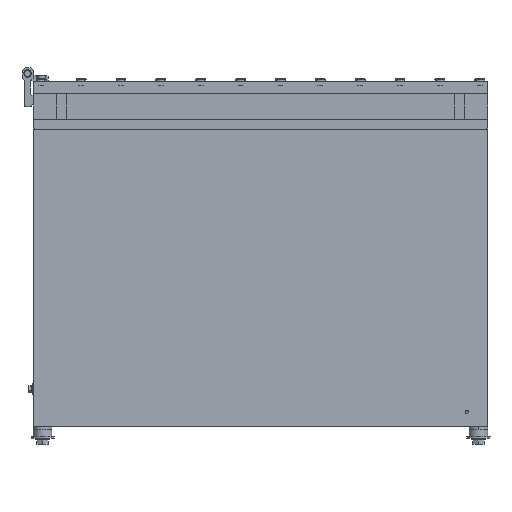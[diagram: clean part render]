
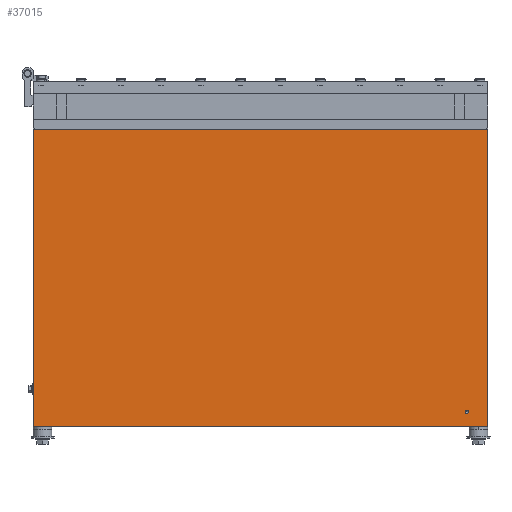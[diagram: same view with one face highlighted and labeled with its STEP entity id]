
A CAD part, front view. The second image highlights one B-rep face of the part: STEP entity #37015.
In plain terms, the highlighted planar face has unit normal (0, -1, 0).
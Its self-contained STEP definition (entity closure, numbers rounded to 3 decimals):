
#1959 = ORIENTED_EDGE ( 'NONE', *, *, #10257, .F. ) ;
#1960 = ORIENTED_EDGE ( 'NONE', *, *, #10287, .F. ) ;
#1961 = ORIENTED_EDGE ( 'NONE', *, *, #10256, .F. ) ;
#1962 = ORIENTED_EDGE ( 'NONE', *, *, #10255, .T. ) ;
#1963 = ORIENTED_EDGE ( 'NONE', *, *, #10254, .T. ) ;
#1964 = ORIENTED_EDGE ( 'NONE', *, *, #10260, .T. ) ;
#1965 = ORIENTED_EDGE ( 'NONE', *, *, #10276, .T. ) ;
#1966 = ORIENTED_EDGE ( 'NONE', *, *, #10273, .T. ) ;
#7260 = EDGE_LOOP ( 'NONE', ( #1959, #1960 ) ) ;
#10254 = EDGE_CURVE ( 'NONE', #18596, #18700, #16725, .T. ) ;
#10255 = EDGE_CURVE ( 'NONE', #18745, #18596, #16723, .T. ) ;
#10256 = EDGE_CURVE ( 'NONE', #18745, #19231, #16729, .T. ) ;
#10257 = EDGE_CURVE ( 'NONE', #19201, #19163, #16731, .T. ) ;
#10260 = EDGE_CURVE ( 'NONE', #18700, #19054, #16735, .T. ) ;
#10273 = EDGE_CURVE ( 'NONE', #19149, #19231, #16756, .T. ) ;
#10276 = EDGE_CURVE ( 'NONE', #19054, #19149, #18006, .T. ) ;
#10287 = EDGE_CURVE ( 'NONE', #19163, #19201, #18036, .T. ) ;
#13843 = AXIS2_PLACEMENT_3D ( 'NONE', #17109, #17110, #17111 ) ;
#13857 = AXIS2_PLACEMENT_3D ( 'NONE', #17183, #17184, #17185 ) ;
#14626 = AXIS2_PLACEMENT_3D ( 'NONE', #26304, #26317, #26318 ) ;
#16723 = LINE ( 'NONE', #17090, #16730 ) ;
#16725 = LINE ( 'NONE', #17102, #16728 ) ;
#16728 = VECTOR ( 'NONE', #17103, 1000. ) ;
#16729 = LINE ( 'NONE', #17105, #16732 ) ;
#16730 = VECTOR ( 'NONE', #17104, 1000. ) ;
#16731 = CIRCLE ( 'NONE', #13843, 2.5 ) ;
#16732 = VECTOR ( 'NONE', #17106, 1000. ) ;
#16735 = LINE ( 'NONE', #17115, #16738 ) ;
#16738 = VECTOR ( 'NONE', #17116, 1000. ) ;
#16756 = LINE ( 'NONE', #17133, #16758 ) ;
#16758 = VECTOR ( 'NONE', #17141, 1000. ) ;
#17090 = CARTESIAN_POINT ( 'NONE',  ( 365., -365., 477.5 ) ) ;
#17102 = CARTESIAN_POINT ( 'NONE',  ( -365., -365., 485. ) ) ;
#17103 = DIRECTION ( 'NONE',  ( 0., 0., -1. ) ) ;
#17104 = DIRECTION ( 'NONE',  ( -1., 0., 0. ) ) ;
#17105 = CARTESIAN_POINT ( 'NONE',  ( 365., -365., 485. ) ) ;
#17106 = DIRECTION ( 'NONE',  ( 0., 0., -1. ) ) ;
#17109 = CARTESIAN_POINT ( 'NONE',  ( 331.459, -365., 23.429 ) ) ;
#17110 = DIRECTION ( 'NONE',  ( 0., -1., 0. ) ) ;
#17111 = DIRECTION ( 'NONE',  ( 0., 0., -1. ) ) ;
#17115 = CARTESIAN_POINT ( 'NONE',  ( -365., -365., 0. ) ) ;
#17116 = DIRECTION ( 'NONE',  ( 1., 0., 0. ) ) ;
#17133 = CARTESIAN_POINT ( 'NONE',  ( -365., -365., 0. ) ) ;
#17141 = DIRECTION ( 'NONE',  ( 1., 0., 0. ) ) ;
#17153 = CARTESIAN_POINT ( 'NONE',  ( -365., -365., 0. ) ) ;
#17154 = DIRECTION ( 'NONE',  ( 1., 0., 0. ) ) ;
#17183 = CARTESIAN_POINT ( 'NONE',  ( 331.459, -365., 23.429 ) ) ;
#17184 = DIRECTION ( 'NONE',  ( 0., -1., 0. ) ) ;
#17185 = DIRECTION ( 'NONE',  ( 0., 0., -1. ) ) ;
#17739 = EDGE_LOOP ( 'NONE', ( #1961, #1962, #1963, #1964, #1965, #1966 ) ) ;
#18006 = LINE ( 'NONE', #17153, #18008 ) ;
#18008 = VECTOR ( 'NONE', #17154, 1000. ) ;
#18036 = CIRCLE ( 'NONE', #13857, 2.5 ) ;
#18596 = VERTEX_POINT ( 'NONE', #20907 ) ;
#18700 = VERTEX_POINT ( 'NONE', #20989 ) ;
#18745 = VERTEX_POINT ( 'NONE', #21031 ) ;
#19054 = VERTEX_POINT ( 'NONE', #21242 ) ;
#19149 = VERTEX_POINT ( 'NONE', #21282 ) ;
#19163 = VERTEX_POINT ( 'NONE', #21287 ) ;
#19201 = VERTEX_POINT ( 'NONE', #21297 ) ;
#19231 = VERTEX_POINT ( 'NONE', #21308 ) ;
#20907 = CARTESIAN_POINT ( 'NONE',  ( -365., -365., 477.5 ) ) ;
#20989 = CARTESIAN_POINT ( 'NONE',  ( -365., -365., 0. ) ) ;
#21031 = CARTESIAN_POINT ( 'NONE',  ( 365., -365., 477.5 ) ) ;
#21242 = CARTESIAN_POINT ( 'NONE',  ( -350., -365., 0. ) ) ;
#21282 = CARTESIAN_POINT ( 'NONE',  ( 350., -365., 0. ) ) ;
#21287 = CARTESIAN_POINT ( 'NONE',  ( 331.459, -365., 25.929 ) ) ;
#21297 = CARTESIAN_POINT ( 'NONE',  ( 331.459, -365., 20.929 ) ) ;
#21308 = CARTESIAN_POINT ( 'NONE',  ( 365., -365., 0. ) ) ;
#23964 = FACE_BOUND ( 'NONE', #7260, .T. ) ;
#23967 = FACE_OUTER_BOUND ( 'NONE', #17739, .T. ) ;
#26304 = CARTESIAN_POINT ( 'NONE',  ( -365., -365., 485. ) ) ;
#26308 = PLANE ( 'NONE',  #14626 ) ;
#26317 = DIRECTION ( 'NONE',  ( 0., 1., 0. ) ) ;
#26318 = DIRECTION ( 'NONE',  ( 0., 0., 1. ) ) ;
#37015 = ADVANCED_FACE ( 'NONE', ( #23964, #23967 ), #26308, .F. ) ;
